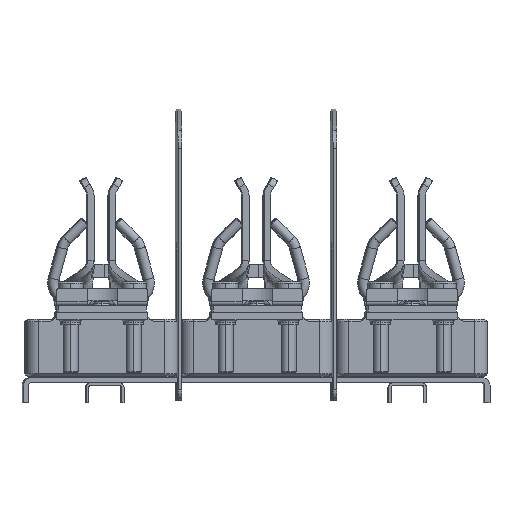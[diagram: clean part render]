
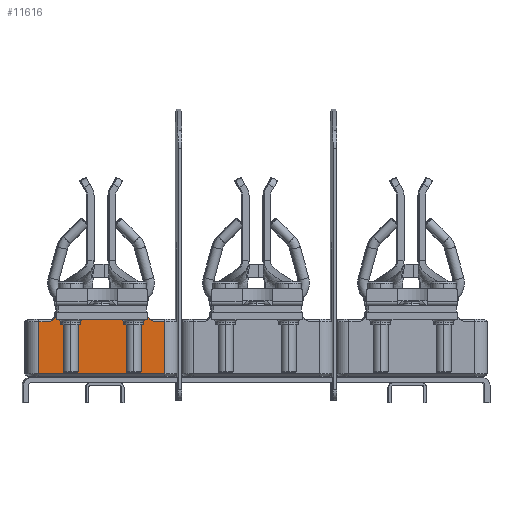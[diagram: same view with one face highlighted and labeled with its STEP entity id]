
A CAD part, front view. The second image highlights one B-rep face of the part: STEP entity #11616.
In plain terms, the highlighted face is planar.
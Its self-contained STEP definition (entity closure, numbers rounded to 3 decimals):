
#9560=DIRECTION('',(0.,-1.,0.));
#9561=VECTOR('',#9560,20.7);
#9562=CARTESIAN_POINT('',(-25.,22.2,25.));
#9563=LINE('',#9562,#9561);
#9589=DIRECTION('',(1.,0.,0.));
#9590=VECTOR('',#9589,50.);
#9591=CARTESIAN_POINT('',(-25.,1.5,25.));
#9592=LINE('',#9591,#9590);
#9596=DIRECTION('',(0.,-1.,0.));
#9597=VECTOR('',#9596,0.5);
#9598=CARTESIAN_POINT('',(-5.,26.,25.));
#9599=LINE('',#9598,#9597);
#9603=DIRECTION('',(1.,0.,0.));
#9604=VECTOR('',#9603,10.);
#9605=CARTESIAN_POINT('',(-5.,25.5,25.));
#9606=LINE('',#9605,#9604);
#9610=DIRECTION('',(1.,0.,0.));
#9611=VECTOR('',#9610,12.);
#9612=CARTESIAN_POINT('',(5.,26.,25.));
#9613=LINE('',#9612,#9611);
#9617=DIRECTION('',(0.819,-0.574,0.));
#9618=VECTOR('',#9617,0.819);
#9619=CARTESIAN_POINT('',(17.,26.,25.));
#9620=LINE('',#9619,#9618);
#9624=DIRECTION('',(0.342,-0.94,0.));
#9625=VECTOR('',#9624,1.98);
#9626=CARTESIAN_POINT('',(17.671,25.53,25.));
#9627=LINE('',#9626,#9625);
#9631=DIRECTION('',(0.819,-0.574,0.));
#9632=VECTOR('',#9631,2.563);
#9633=CARTESIAN_POINT('',(18.348,23.67,25.));
#9634=LINE('',#9633,#9632);
#9638=DIRECTION('',(0.819,0.574,0.));
#9639=VECTOR('',#9638,2.563);
#9640=CARTESIAN_POINT('',(-20.447,22.2,25.));
#9641=LINE('',#9640,#9639);
#9645=DIRECTION('',(0.342,0.94,0.));
#9646=VECTOR('',#9645,1.98);
#9647=CARTESIAN_POINT('',(-18.348,23.67,25.));
#9648=LINE('',#9647,#9646);
#9652=DIRECTION('',(0.819,0.574,0.));
#9653=VECTOR('',#9652,0.819);
#9654=CARTESIAN_POINT('',(-17.671,25.53,25.));
#9655=LINE('',#9654,#9653);
#9659=DIRECTION('',(1.,0.,0.));
#9660=VECTOR('',#9659,12.);
#9661=CARTESIAN_POINT('',(-17.,26.,25.));
#9662=LINE('',#9661,#9660);
#9750=DIRECTION('',(-1.,0.,0.));
#9751=VECTOR('',#9750,4.553);
#9752=CARTESIAN_POINT('',(-20.447,22.2,25.));
#9753=LINE('',#9752,#9751);
#9792=DIRECTION('',(-1.,0.,0.));
#9793=VECTOR('',#9792,4.553);
#9794=CARTESIAN_POINT('',(25.,22.2,25.));
#9795=LINE('',#9794,#9793);
#9828=DIRECTION('',(0.,1.,0.));
#9829=VECTOR('',#9828,20.7);
#9830=CARTESIAN_POINT('',(25.,1.5,25.));
#9831=LINE('',#9830,#9829);
#10606=DIRECTION('',(0.,-1.,0.));
#10607=VECTOR('',#10606,0.5);
#10608=CARTESIAN_POINT('',(5.,26.,25.));
#10609=LINE('',#10608,#10607);
#10872=CARTESIAN_POINT('',(-25.,22.2,25.));
#10873=VERTEX_POINT('',#10872);
#10875=CARTESIAN_POINT('',(-25.,1.5,25.));
#10877=VERTEX_POINT('',#10875);
#10882=CARTESIAN_POINT('',(25.,1.5,25.));
#10883=VERTEX_POINT('',#10882);
#10886=CARTESIAN_POINT('',(-5.,26.,25.));
#10887=CARTESIAN_POINT('',(-5.,25.5,25.));
#10888=VERTEX_POINT('',#10886);
#10889=VERTEX_POINT('',#10887);
#10890=CARTESIAN_POINT('',(5.,25.5,25.));
#10891=VERTEX_POINT('',#10890);
#10892=CARTESIAN_POINT('',(5.,26.,25.));
#10893=VERTEX_POINT('',#10892);
#10894=CARTESIAN_POINT('',(17.,26.,25.));
#10895=VERTEX_POINT('',#10894);
#10896=CARTESIAN_POINT('',(17.671,25.53,25.));
#10897=VERTEX_POINT('',#10896);
#10898=CARTESIAN_POINT('',(18.348,23.67,25.));
#10899=VERTEX_POINT('',#10898);
#10900=CARTESIAN_POINT('',(20.447,22.2,25.));
#10901=VERTEX_POINT('',#10900);
#10902=CARTESIAN_POINT('',(25.,22.2,25.));
#10903=VERTEX_POINT('',#10902);
#10904=CARTESIAN_POINT('',(-20.447,22.2,25.));
#10905=VERTEX_POINT('',#10904);
#10906=CARTESIAN_POINT('',(-18.348,23.67,25.));
#10907=VERTEX_POINT('',#10906);
#10908=CARTESIAN_POINT('',(-17.671,25.53,25.));
#10909=VERTEX_POINT('',#10908);
#10910=CARTESIAN_POINT('',(-17.,26.,25.));
#10911=VERTEX_POINT('',#10910);
#11579=CARTESIAN_POINT('',(-25.,0.,25.));
#11580=DIRECTION('',(0.,0.,1.));
#11581=DIRECTION('',(1.,0.,0.));
#11582=AXIS2_PLACEMENT_3D('',#11579,#11580,#11581);
#11583=PLANE('',#11582);
#11585=ORIENTED_EDGE('',*,*,#11584,.T.);
#11587=ORIENTED_EDGE('',*,*,#11586,.T.);
#11589=ORIENTED_EDGE('',*,*,#11588,.F.);
#11591=ORIENTED_EDGE('',*,*,#11590,.T.);
#11593=ORIENTED_EDGE('',*,*,#11592,.T.);
#11595=ORIENTED_EDGE('',*,*,#11594,.T.);
#11597=ORIENTED_EDGE('',*,*,#11596,.T.);
#11599=ORIENTED_EDGE('',*,*,#11598,.F.);
#11601=ORIENTED_EDGE('',*,*,#11600,.F.);
#11602=ORIENTED_EDGE('',*,*,#11569,.F.);
#11603=ORIENTED_EDGE('',*,*,#11544,.F.);
#11605=ORIENTED_EDGE('',*,*,#11604,.F.);
#11607=ORIENTED_EDGE('',*,*,#11606,.T.);
#11609=ORIENTED_EDGE('',*,*,#11608,.T.);
#11611=ORIENTED_EDGE('',*,*,#11610,.T.);
#11613=ORIENTED_EDGE('',*,*,#11612,.T.);
#11614=EDGE_LOOP('',(#11585,#11587,#11589,#11591,#11593,#11595,#11597,#11599,
#11601,#11602,#11603,#11605,#11607,#11609,#11611,#11613));
#11615=FACE_OUTER_BOUND('',#11614,.F.);
#11544=EDGE_CURVE('',#10873,#10877,#9563,.T.);
#11569=EDGE_CURVE('',#10877,#10883,#9592,.T.);
#11584=EDGE_CURVE('',#10888,#10889,#9599,.T.);
#11586=EDGE_CURVE('',#10889,#10891,#9606,.T.);
#11588=EDGE_CURVE('',#10893,#10891,#10609,.T.);
#11590=EDGE_CURVE('',#10893,#10895,#9613,.T.);
#11592=EDGE_CURVE('',#10895,#10897,#9620,.T.);
#11594=EDGE_CURVE('',#10897,#10899,#9627,.T.);
#11596=EDGE_CURVE('',#10899,#10901,#9634,.T.);
#11598=EDGE_CURVE('',#10903,#10901,#9795,.T.);
#11600=EDGE_CURVE('',#10883,#10903,#9831,.T.);
#11604=EDGE_CURVE('',#10905,#10873,#9753,.T.);
#11606=EDGE_CURVE('',#10905,#10907,#9641,.T.);
#11608=EDGE_CURVE('',#10907,#10909,#9648,.T.);
#11610=EDGE_CURVE('',#10909,#10911,#9655,.T.);
#11612=EDGE_CURVE('',#10911,#10888,#9662,.T.);
#11616=ADVANCED_FACE('',(#11615),#11583,.T.);
